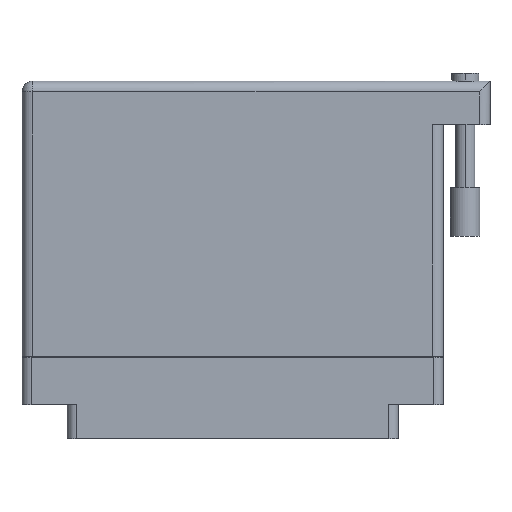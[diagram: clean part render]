
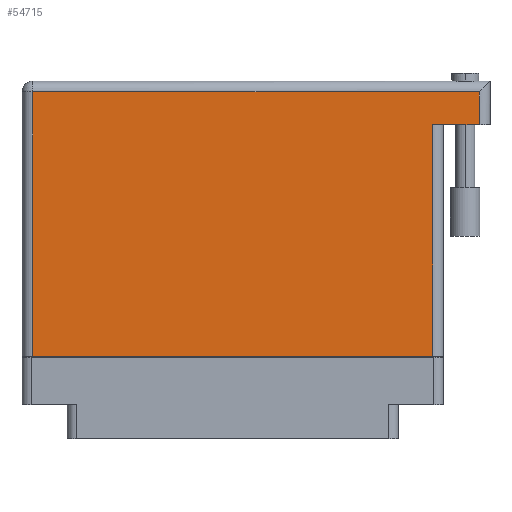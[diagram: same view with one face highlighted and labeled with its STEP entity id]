
A CAD part, front view. The second image highlights one B-rep face of the part: STEP entity #54715.
In plain terms, the highlighted face is planar.
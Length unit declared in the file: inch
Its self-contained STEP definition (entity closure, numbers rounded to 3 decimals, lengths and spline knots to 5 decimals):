
#1216 = FACE_OUTER_BOUND ( 'NONE', #64157, .T. ) ;
#2473 = VERTEX_POINT ( 'NONE', #11519 ) ;
#3380 = ORIENTED_EDGE ( 'NONE', *, *, #27352, .T. ) ;
#3628 = EDGE_CURVE ( 'NONE', #47894, #2473, #24631, .T. ) ;
#5211 = LINE ( 'NONE', #26003, #12557 ) ;
#5545 = EDGE_CURVE ( 'NONE', #54862, #47894, #25067, .T. ) ;
#11117 = CARTESIAN_POINT ( 'NONE',  ( -1.359, -0.1, 0.617 ) ) ;
#11519 = CARTESIAN_POINT ( 'NONE',  ( 1.289, 1.395, 0.617 ) ) ;
#12557 = VECTOR ( 'NONE', #15011, 39.37008 ) ;
#12837 = CARTESIAN_POINT ( 'NONE',  ( 1.659, 1.395, 0.617 ) ) ;
#13624 = CARTESIAN_POINT ( 'NONE',  ( 1.589, 1.395, 0.617 ) ) ;
#13785 = CARTESIAN_POINT ( 'NONE',  ( 1.589, 1.675, 0.617 ) ) ;
#15011 = DIRECTION ( 'NONE',  ( -1., 0., 0. ) ) ;
#15129 = VECTOR ( 'NONE', #18122, 39.37008 ) ;
#16413 = DIRECTION ( 'NONE',  ( 1., 0., 0. ) ) ;
#16801 = CARTESIAN_POINT ( 'NONE',  ( 1.289, 1.395, 0.617 ) ) ;
#16981 = DIRECTION ( 'NONE',  ( 0., 0., -1. ) ) ;
#18122 = DIRECTION ( 'NONE',  ( -1., 0., 0. ) ) ;
#21922 = VERTEX_POINT ( 'NONE', #65681 ) ;
#24631 = LINE ( 'NONE', #16801, #40193 ) ;
#25067 = LINE ( 'NONE', #11117, #37274 ) ;
#26002 = CARTESIAN_POINT ( 'NONE',  ( 1.289, -0.1, 0.617 ) ) ;
#26003 = CARTESIAN_POINT ( 'NONE',  ( -1.359, 1.605, 0.617 ) ) ;
#27273 = CARTESIAN_POINT ( 'NONE',  ( -1.359, 1.675, 0.617 ) ) ;
#27298 = LINE ( 'NONE', #13785, #31443 ) ;
#27352 = EDGE_CURVE ( 'NONE', #21922, #64372, #5211, .T. ) ;
#27493 = PLANE ( 'NONE',  #46681 ) ;
#28249 = DIRECTION ( 'NONE',  ( 0., -1., 0. ) ) ;
#28693 = DIRECTION ( 'NONE',  ( 0., 1., 0. ) ) ;
#29089 = LINE ( 'NONE', #12837, #15129 ) ;
#31443 = VECTOR ( 'NONE', #28693, 39.37008 ) ;
#32151 = EDGE_CURVE ( 'NONE', #60362, #2473, #29089, .T. ) ;
#35490 = LINE ( 'NONE', #65370, #52743 ) ;
#37274 = VECTOR ( 'NONE', #16413, 39.37008 ) ;
#37619 = ORIENTED_EDGE ( 'NONE', *, *, #3628, .T. ) ;
#40116 = ORIENTED_EDGE ( 'NONE', *, *, #49353, .T. ) ;
#40193 = VECTOR ( 'NONE', #65622, 39.37008 ) ;
#43269 = ORIENTED_EDGE ( 'NONE', *, *, #5545, .T. ) ;
#44231 = CARTESIAN_POINT ( 'NONE',  ( -1.289, -0.1, 0.617 ) ) ;
#44610 = EDGE_CURVE ( 'NONE', #64372, #54862, #35490, .T. ) ;
#46681 = AXIS2_PLACEMENT_3D ( 'NONE', #27273, #16981, #63473 ) ;
#47894 = VERTEX_POINT ( 'NONE', #26002 ) ;
#49353 = EDGE_CURVE ( 'NONE', #60362, #21922, #27298, .T. ) ;
#52743 = VECTOR ( 'NONE', #28249, 39.37008 ) ;
#52965 = ORIENTED_EDGE ( 'NONE', *, *, #44610, .T. ) ;
#54715 = ADVANCED_FACE ( 'NONE', ( #1216 ), #27493, .F. ) ;
#54862 = VERTEX_POINT ( 'NONE', #44231 ) ;
#60362 = VERTEX_POINT ( 'NONE', #13624 ) ;
#61899 = CARTESIAN_POINT ( 'NONE',  ( -1.289, 1.605, 0.617 ) ) ;
#63473 = DIRECTION ( 'NONE',  ( -1., 0., 0. ) ) ;
#64157 = EDGE_LOOP ( 'NONE', ( #43269, #37619, #65050, #40116, #3380, #52965 ) ) ;
#64372 = VERTEX_POINT ( 'NONE', #61899 ) ;
#65050 = ORIENTED_EDGE ( 'NONE', *, *, #32151, .F. ) ;
#65370 = CARTESIAN_POINT ( 'NONE',  ( -1.289, -0.1, 0.617 ) ) ;
#65622 = DIRECTION ( 'NONE',  ( 0., 1., 0. ) ) ;
#65681 = CARTESIAN_POINT ( 'NONE',  ( 1.589, 1.605, 0.617 ) ) ;
